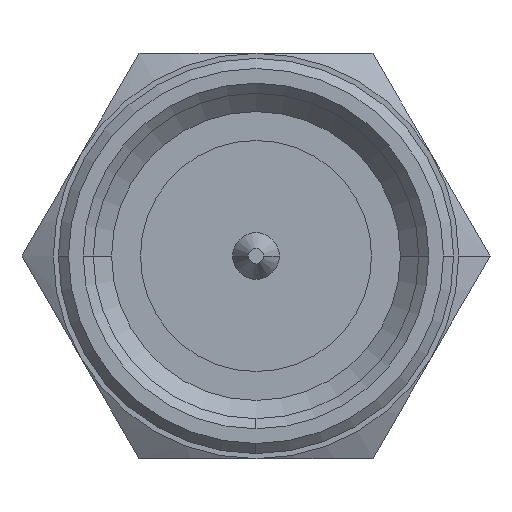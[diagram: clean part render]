
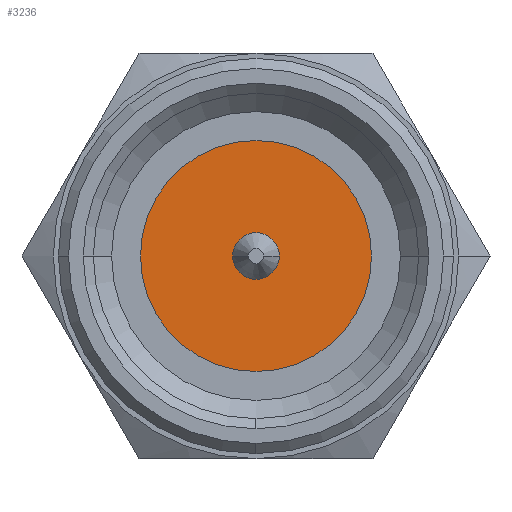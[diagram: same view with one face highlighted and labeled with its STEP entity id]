
A CAD part, left-side view. The second image highlights one B-rep face of the part: STEP entity #3236.
In plain terms, the highlighted planar face has unit normal (-1, 0, 0).
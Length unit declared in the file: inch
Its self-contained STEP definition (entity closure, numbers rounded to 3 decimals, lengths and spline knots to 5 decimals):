
#23 = DIRECTION ( 'NONE',  ( -1., 0., 0. ) ) ;
#40 = VERTEX_POINT ( 'NONE', #4223 ) ;
#168 = VERTEX_POINT ( 'NONE', #3272 ) ;
#347 = AXIS2_PLACEMENT_3D ( 'NONE', #529, #4471, #1228 ) ;
#489 = EDGE_CURVE ( 'NONE', #40, #1497, #4064, .T. ) ;
#529 = CARTESIAN_POINT ( 'NONE',  ( 0.11811, 0., 0. ) ) ;
#701 = DIRECTION ( 'NONE',  ( -1., 0., 0. ) ) ;
#1222 = CIRCLE ( 'NONE', #2438, 0.08976 ) ;
#1228 = DIRECTION ( 'NONE',  ( 0., 1., 0. ) ) ;
#1382 = ORIENTED_EDGE ( 'NONE', *, *, #3973, .F. ) ;
#1395 = AXIS2_PLACEMENT_3D ( 'NONE', #2563, #23, #4464 ) ;
#1497 = VERTEX_POINT ( 'NONE', #3685 ) ;
#1681 = AXIS2_PLACEMENT_3D ( 'NONE', #4050, #4405, #3608 ) ;
#1853 = EDGE_CURVE ( 'NONE', #4423, #168, #4355, .T. ) ;
#1972 = CARTESIAN_POINT ( 'NONE',  ( 0.11811, 0., 0. ) ) ;
#2094 = DIRECTION ( 'NONE',  ( 0., -1., 0. ) ) ;
#2160 = CARTESIAN_POINT ( 'NONE',  ( 0.11811, 0., 0. ) ) ;
#2218 = PLANE ( 'NONE',  #1681 ) ;
#2219 = EDGE_LOOP ( 'NONE', ( #3713, #1382 ) ) ;
#2269 = EDGE_LOOP ( 'NONE', ( #3972, #2586 ) ) ;
#2438 = AXIS2_PLACEMENT_3D ( 'NONE', #1972, #4568, #4488 ) ;
#2563 = CARTESIAN_POINT ( 'NONE',  ( 0.11811, 0., 0. ) ) ;
#2575 = FACE_BOUND ( 'NONE', #2269, .T. ) ;
#2586 = ORIENTED_EDGE ( 'NONE', *, *, #4179, .F. ) ;
#2894 = FACE_OUTER_BOUND ( 'NONE', #2219, .T. ) ;
#2978 = CIRCLE ( 'NONE', #1395, 0.01811 ) ;
#3236 = ADVANCED_FACE ( 'NONE', ( #2575, #2894 ), #2218, .T. ) ;
#3272 = CARTESIAN_POINT ( 'NONE',  ( 0.11811, 0.01811, 0. ) ) ;
#3608 = DIRECTION ( 'NONE',  ( 0., 0., 1. ) ) ;
#3685 = CARTESIAN_POINT ( 'NONE',  ( 0.11811, -0.08976, 0. ) ) ;
#3713 = ORIENTED_EDGE ( 'NONE', *, *, #489, .T. ) ;
#3751 = CARTESIAN_POINT ( 'NONE',  ( 0.11811, -0.01811, 0. ) ) ;
#3972 = ORIENTED_EDGE ( 'NONE', *, *, #1853, .F. ) ;
#3973 = EDGE_CURVE ( 'NONE', #40, #1497, #1222, .T. ) ;
#3976 = AXIS2_PLACEMENT_3D ( 'NONE', #2160, #701, #2094 ) ;
#4050 = CARTESIAN_POINT ( 'NONE',  ( 0.11811, 0., 0. ) ) ;
#4064 = CIRCLE ( 'NONE', #347, 0.08976 ) ;
#4179 = EDGE_CURVE ( 'NONE', #168, #4423, #2978, .T. ) ;
#4223 = CARTESIAN_POINT ( 'NONE',  ( 0.11811, 0.08976, 0. ) ) ;
#4355 = CIRCLE ( 'NONE', #3976, 0.01811 ) ;
#4405 = DIRECTION ( 'NONE',  ( -1., 0., 0. ) ) ;
#4423 = VERTEX_POINT ( 'NONE', #3751 ) ;
#4464 = DIRECTION ( 'NONE',  ( 0., 1., 0. ) ) ;
#4471 = DIRECTION ( 'NONE',  ( -1., 0., 0. ) ) ;
#4488 = DIRECTION ( 'NONE',  ( 0., 1., 0. ) ) ;
#4568 = DIRECTION ( 'NONE',  ( 1., 0., 0. ) ) ;
